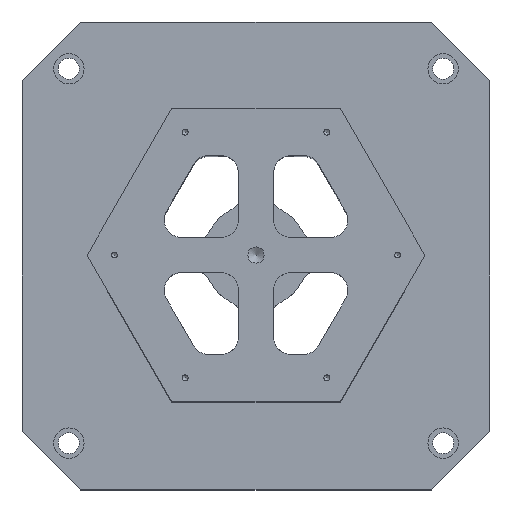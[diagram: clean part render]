
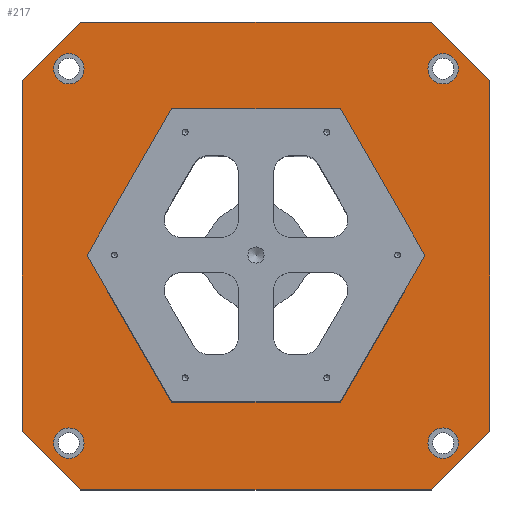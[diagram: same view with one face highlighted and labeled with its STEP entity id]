
A CAD part, top view. The second image highlights one B-rep face of the part: STEP entity #217.
In plain terms, the highlighted planar face has unit normal (0, 0, 1).
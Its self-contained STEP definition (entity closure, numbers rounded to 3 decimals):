
#217 = ADVANCED_FACE( '', ( #850, #851, #852, #853, #854, #855 ), #856, .T. );
#850 = FACE_BOUND( '', #1663, .T. );
#851 = FACE_BOUND( '', #1664, .T. );
#852 = FACE_BOUND( '', #1665, .T. );
#853 = FACE_BOUND( '', #1666, .T. );
#854 = FACE_BOUND( '', #1667, .T. );
#855 = FACE_OUTER_BOUND( '', #1668, .T. );
#856 = PLANE( '', #1669 );
#1663 = EDGE_LOOP( '', ( #3205 ) );
#1664 = EDGE_LOOP( '', ( #3206 ) );
#1665 = EDGE_LOOP( '', ( #3207 ) );
#1666 = EDGE_LOOP( '', ( #3208 ) );
#1667 = EDGE_LOOP( '', ( #3209, #3210, #3211, #3212, #3213, #3214 ) );
#1668 = EDGE_LOOP( '', ( #3215, #3216, #3217, #3218, #3219, #3220, #3221, #3222 ) );
#1669 = AXIS2_PLACEMENT_3D( '', #3223, #3224, #3225 );
#3205 = ORIENTED_EDGE( '', *, *, #4030, .T. );
#3206 = ORIENTED_EDGE( '', *, *, #4034, .T. );
#3207 = ORIENTED_EDGE( '', *, *, #4038, .T. );
#3208 = ORIENTED_EDGE( '', *, *, #4042, .T. );
#3209 = ORIENTED_EDGE( '', *, *, #4281, .F. );
#3210 = ORIENTED_EDGE( '', *, *, #4263, .F. );
#3211 = ORIENTED_EDGE( '', *, *, #4248, .F. );
#3212 = ORIENTED_EDGE( '', *, *, #4239, .F. );
#3213 = ORIENTED_EDGE( '', *, *, #4221, .F. );
#3214 = ORIENTED_EDGE( '', *, *, #4125, .F. );
#3215 = ORIENTED_EDGE( '', *, *, #4282, .T. );
#3216 = ORIENTED_EDGE( '', *, *, #3960, .T. );
#3217 = ORIENTED_EDGE( '', *, *, #4206, .T. );
#3218 = ORIENTED_EDGE( '', *, *, #3754, .T. );
#3219 = ORIENTED_EDGE( '', *, *, #4283, .T. );
#3220 = ORIENTED_EDGE( '', *, *, #3968, .T. );
#3221 = ORIENTED_EDGE( '', *, *, #4284, .T. );
#3222 = ORIENTED_EDGE( '', *, *, #3964, .T. );
#3223 = CARTESIAN_POINT( '', ( -200., -200., 50. ) );
#3224 = DIRECTION( '', ( 0., 0., 1. ) );
#3225 = DIRECTION( '', ( 1., 0., 0. ) );
#3754 = EDGE_CURVE( '', #4312, #4313, #4314, .F. );
#3960 = EDGE_CURVE( '', #4691, #4692, #4693, .F. );
#3964 = EDGE_CURVE( '', #4699, #4700, #4701, .F. );
#3968 = EDGE_CURVE( '', #4707, #4708, #4709, .F. );
#4030 = EDGE_CURVE( '', #4806, #4806, #4807, .T. );
#4034 = EDGE_CURVE( '', #4814, #4814, #4815, .T. );
#4038 = EDGE_CURVE( '', #4822, #4822, #4823, .T. );
#4042 = EDGE_CURVE( '', #4830, #4830, #4831, .T. );
#4125 = EDGE_CURVE( '', #4958, #4960, #4961, .T. );
#4206 = EDGE_CURVE( '', #4692, #4312, #5090, .T. );
#4221 = EDGE_CURVE( '', #4960, #5119, #5120, .T. );
#4239 = EDGE_CURVE( '', #5119, #5154, #5155, .T. );
#4248 = EDGE_CURVE( '', #5154, #5171, #5172, .T. );
#4263 = EDGE_CURVE( '', #5171, #5200, #5201, .T. );
#4281 = EDGE_CURVE( '', #5200, #4958, #5235, .T. );
#4282 = EDGE_CURVE( '', #4700, #4691, #5236, .T. );
#4283 = EDGE_CURVE( '', #4313, #4707, #5237, .T. );
#4284 = EDGE_CURVE( '', #4708, #4699, #5238, .T. );
#4312 = VERTEX_POINT( '', #5324 );
#4313 = VERTEX_POINT( '', #5325 );
#4314 = LINE( '', #5326, #5327 );
#4691 = VERTEX_POINT( '', #5918 );
#4692 = VERTEX_POINT( '', #5919 );
#4693 = LINE( '', #5920, #5921 );
#4699 = VERTEX_POINT( '', #5930 );
#4700 = VERTEX_POINT( '', #5931 );
#4701 = LINE( '', #5932, #5933 );
#4707 = VERTEX_POINT( '', #5942 );
#4708 = VERTEX_POINT( '', #5943 );
#4709 = LINE( '', #5944, #5945 );
#4806 = VERTEX_POINT( '', #6087 );
#4807 = CIRCLE( '', #6088, 13. );
#4814 = VERTEX_POINT( '', #6095 );
#4815 = CIRCLE( '', #6096, 13. );
#4822 = VERTEX_POINT( '', #6103 );
#4823 = CIRCLE( '', #6104, 13. );
#4830 = VERTEX_POINT( '', #6111 );
#4831 = CIRCLE( '', #6112, 13. );
#4958 = VERTEX_POINT( '', #6285 );
#4960 = VERTEX_POINT( '', #6288 );
#4961 = LINE( '', #6289, #6290 );
#5090 = LINE( '', #6449, #6450 );
#5119 = VERTEX_POINT( '', #6479 );
#5120 = LINE( '', #6480, #6481 );
#5154 = VERTEX_POINT( '', #6516 );
#5155 = LINE( '', #6517, #6518 );
#5171 = VERTEX_POINT( '', #6535 );
#5172 = LINE( '', #6536, #6537 );
#5200 = VERTEX_POINT( '', #6566 );
#5201 = LINE( '', #6567, #6568 );
#5235 = LINE( '', #6603, #6604 );
#5236 = LINE( '', #6605, #6606 );
#5237 = LINE( '', #6607, #6608 );
#5238 = LINE( '', #6609, #6610 );
#5324 = CARTESIAN_POINT( '', ( -200., -150., 50. ) );
#5325 = CARTESIAN_POINT( '', ( -150., -200., 50. ) );
#5326 = CARTESIAN_POINT( '', ( -175., -175., 50. ) );
#5327 = VECTOR( '', #6783, 1000. );
#5918 = CARTESIAN_POINT( '', ( -150., 200., 50. ) );
#5919 = CARTESIAN_POINT( '', ( -200., 150., 50. ) );
#5920 = CARTESIAN_POINT( '', ( -375., -25., 50. ) );
#5921 = VECTOR( '', #7212, 1000. );
#5930 = CARTESIAN_POINT( '', ( 200., 150., 50. ) );
#5931 = CARTESIAN_POINT( '', ( 150., 200., 50. ) );
#5932 = CARTESIAN_POINT( '', ( 175., 175., 50. ) );
#5933 = VECTOR( '', #7216, 1000. );
#5942 = CARTESIAN_POINT( '', ( 150., -200., 50. ) );
#5943 = CARTESIAN_POINT( '', ( 200., -150., 50. ) );
#5944 = CARTESIAN_POINT( '', ( -25., -375., 50. ) );
#5945 = VECTOR( '', #7220, 1000. );
#6087 = CARTESIAN_POINT( '', ( -160., -173., 50. ) );
#6088 = AXIS2_PLACEMENT_3D( '', #7354, #7355, #7356 );
#6095 = CARTESIAN_POINT( '', ( 160., -173., 50. ) );
#6096 = AXIS2_PLACEMENT_3D( '', #7366, #7367, #7368 );
#6103 = CARTESIAN_POINT( '', ( 160., 147., 50. ) );
#6104 = AXIS2_PLACEMENT_3D( '', #7378, #7379, #7380 );
#6111 = CARTESIAN_POINT( '', ( -160., 147., 50. ) );
#6112 = AXIS2_PLACEMENT_3D( '', #7390, #7391, #7392 );
#6285 = CARTESIAN_POINT( '', ( -72.169, -125., 50. ) );
#6288 = CARTESIAN_POINT( '', ( 72.169, -125., 50. ) );
#6289 = CARTESIAN_POINT( '', ( -200., -125., 50. ) );
#6290 = VECTOR( '', #7545, 1000. );
#6449 = CARTESIAN_POINT( '', ( -200., 200., 50. ) );
#6450 = VECTOR( '', #7726, 1000. );
#6479 = CARTESIAN_POINT( '', ( 144.338, 0., 50. ) );
#6480 = CARTESIAN_POINT( '', ( -28.349, -299.103, 50. ) );
#6481 = VECTOR( '', #7769, 1000. );
#6516 = CARTESIAN_POINT( '', ( 72.169, 125., 50. ) );
#6517 = CARTESIAN_POINT( '', ( 144.856, -0.897, 50. ) );
#6518 = VECTOR( '', #7819, 1000. );
#6535 = CARTESIAN_POINT( '', ( -72.169, 125., 50. ) );
#6536 = CARTESIAN_POINT( '', ( -200., 125., 50. ) );
#6537 = VECTOR( '', #7842, 1000. );
#6566 = CARTESIAN_POINT( '', ( -144.338, 0., 50. ) );
#6567 = CARTESIAN_POINT( '', ( -244.856, -174.103, 50. ) );
#6568 = VECTOR( '', #7883, 1000. );
#6603 = CARTESIAN_POINT( '', ( -71.651, -125.897, 50. ) );
#6604 = VECTOR( '', #7933, 1000. );
#6605 = CARTESIAN_POINT( '', ( 200., 200., 50. ) );
#6606 = VECTOR( '', #7934, 1000. );
#6607 = CARTESIAN_POINT( '', ( -200., -200., 50. ) );
#6608 = VECTOR( '', #7935, 1000. );
#6609 = CARTESIAN_POINT( '', ( 200., -200., 50. ) );
#6610 = VECTOR( '', #7936, 1000. );
#6783 = DIRECTION( '', ( -0.707, 0.707, 0. ) );
#7212 = DIRECTION( '', ( 0.707, 0.707, 0. ) );
#7216 = DIRECTION( '', ( 0.707, -0.707, 0. ) );
#7220 = DIRECTION( '', ( -0.707, -0.707, 0. ) );
#7354 = CARTESIAN_POINT( '', ( -160., -160., 50. ) );
#7355 = DIRECTION( '', ( 0., 0., -1. ) );
#7356 = DIRECTION( '', ( 0., -1., 0. ) );
#7366 = CARTESIAN_POINT( '', ( 160., -160., 50. ) );
#7367 = DIRECTION( '', ( 0., 0., -1. ) );
#7368 = DIRECTION( '', ( 0., -1., 0. ) );
#7378 = CARTESIAN_POINT( '', ( 160., 160., 50. ) );
#7379 = DIRECTION( '', ( 0., 0., -1. ) );
#7380 = DIRECTION( '', ( 0., -1., 0. ) );
#7390 = CARTESIAN_POINT( '', ( -160., 160., 50. ) );
#7391 = DIRECTION( '', ( 0., 0., -1. ) );
#7392 = DIRECTION( '', ( 0., -1., 0. ) );
#7545 = DIRECTION( '', ( 1., 0., 0. ) );
#7726 = DIRECTION( '', ( 0., -1., 0. ) );
#7769 = DIRECTION( '', ( 0.5, 0.866, 0. ) );
#7819 = DIRECTION( '', ( -0.5, 0.866, 0. ) );
#7842 = DIRECTION( '', ( -1., 0., 0. ) );
#7883 = DIRECTION( '', ( -0.5, -0.866, 0. ) );
#7933 = DIRECTION( '', ( 0.5, -0.866, 0. ) );
#7934 = DIRECTION( '', ( -1., 0., 0. ) );
#7935 = DIRECTION( '', ( 1., 0., 0. ) );
#7936 = DIRECTION( '', ( 0., 1., 0. ) );
